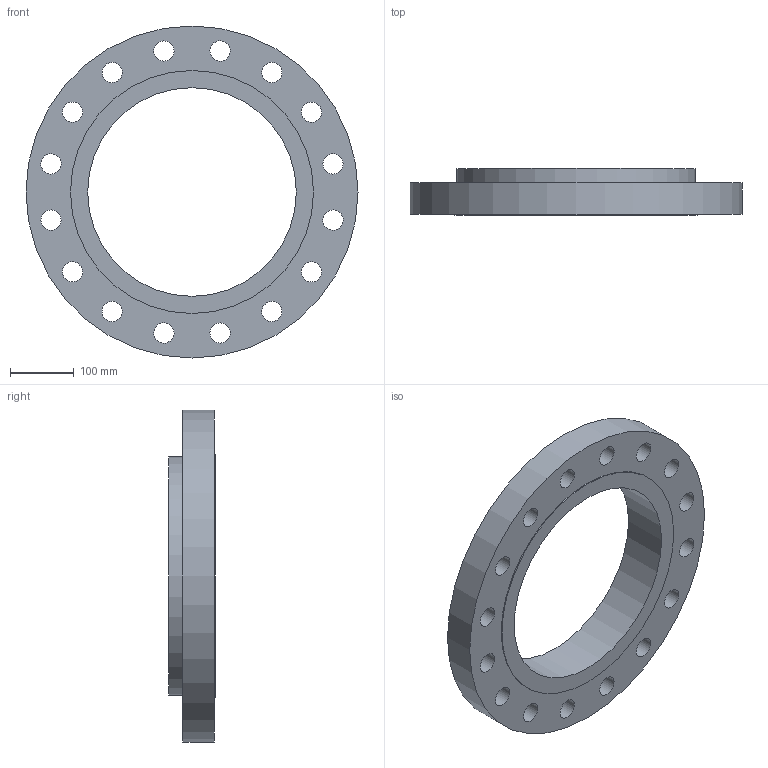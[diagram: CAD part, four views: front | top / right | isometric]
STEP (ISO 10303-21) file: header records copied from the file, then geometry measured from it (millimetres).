
FILE_DESCRIPTION(/* description */ (''),/* implementation_level */ '2;1');
FILE_NAME(/* name */ 'ANSI-B300-12S.stp',/* time_stamp */ '2023-11-07T09:30:58-05:00',/* author */ ('Admin'),/* organization */ ('Demo'),/* preprocessor_version */ 'ST-DEVELOPER v19',/* originating_system */ 'Autodesk Inventor 2023',/* authorisation */ '');
FILE_SCHEMA (('AUTOMOTIVE_DESIGN { 1 0 10303 214 3 1 1 }'));
Length unit declared in the file: inch
Products named in the file (1): ANSI-B300-12S
Bounding box: 520.7 x 73.22 x 520.7 mm (x, y, z)
Volume: 6359402.9 mm3; surface area: 495138.1 mm2
Topology: 1 solids, 1 shells, 24 faces, 60 edges, 40 vertices
Faces by surface type: cylinder 20, plane 4
Full cylindrical faces by diameter (mm): 31.75 x16, 327.152 x1, 374.65 x1, 381 x1, 520.7 x1
Entity records: 857 total; most frequent: DIRECTION 150, CARTESIAN_POINT 125, ORIENTED_EDGE 120, AXIS2_PLACEMENT_3D 65, EDGE_LOOP 60, EDGE_CURVE 60, CIRCLE 40, VERTEX_POINT 40
